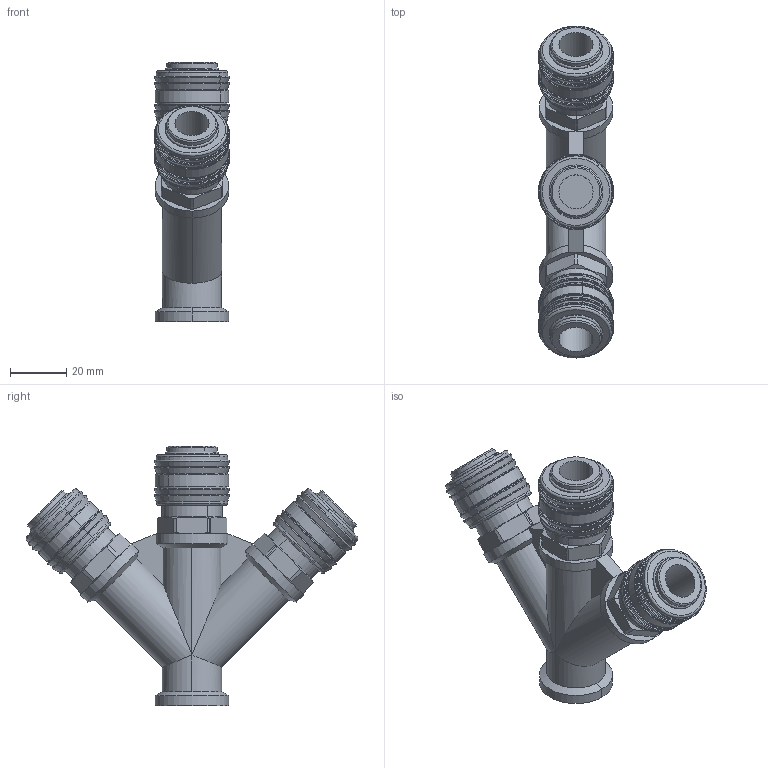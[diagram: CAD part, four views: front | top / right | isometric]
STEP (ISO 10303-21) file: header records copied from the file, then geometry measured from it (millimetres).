
FILE_DESCRIPTION(('STEP AP214'),'1');
FILE_NAME('vws_38_es.stp','2020-03-05T08:48:54',('TraceParts'),('TraceParts S.A.'),'Spatial InterOp 3D',' ',' ');
FILE_SCHEMA(('automotive_design'));
Length unit declared in the file: millimetre
Products named in the file (1): Volumenkörper1
Bounding box: 26.76 x 117.82 x 92 mm (x, y, z)
Volume: 57555.8 mm3; surface area: 27975.4 mm2
Topology: 1 solids, 1 shells, 354 faces, 833 edges, 519 vertices
Faces by surface type: cylinder 112, torus 84, cone 84, plane 74
Entity records: 13202 total; most frequent: DIRECTION 1996, CARTESIAN_POINT 1957, ORIENTED_EDGE 1666, AXIS2_PLACEMENT_3D 888, EDGE_CURVE 833, CIRCLE 521, VERTEX_POINT 519, EDGE_LOOP 392
